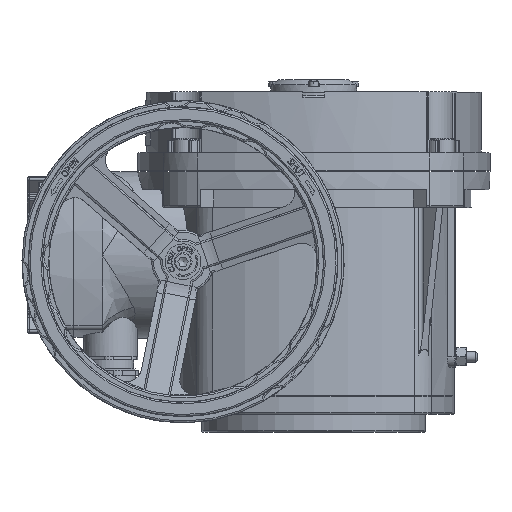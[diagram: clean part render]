
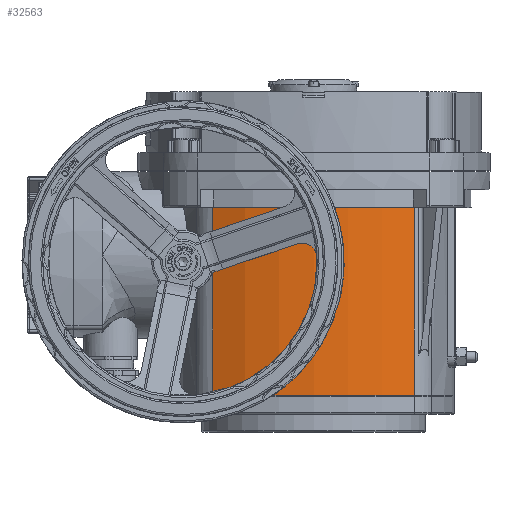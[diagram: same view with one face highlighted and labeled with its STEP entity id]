
A CAD part, top view. The second image highlights one B-rep face of the part: STEP entity #32563.
In plain terms, the highlighted cylindrical face has radius 130 mm (diameter 260 mm), a partial arc.
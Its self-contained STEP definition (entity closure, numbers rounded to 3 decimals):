
#3072=LINE('',#61797,#5222);
#3138=LINE('',#62211,#5288);
#5222=VECTOR('',#41704,10.);
#5288=VECTOR('',#42068,10.);
#6452=CYLINDRICAL_SURFACE('',#35497,130.);
#7704=FACE_OUTER_BOUND('',#9593,.T.);
#9593=EDGE_LOOP('',(#25561,#25562,#25563,#25564));
#10468=CIRCLE('',#33626,130.);
#11415=CIRCLE('',#35494,130.);
#12114=VERTEX_POINT('',#46719);
#12115=VERTEX_POINT('',#46721);
#13802=VERTEX_POINT('',#61795);
#13858=VERTEX_POINT('',#62205);
#15190=EDGE_CURVE('',#12114,#12115,#10468,.T.);
#17793=EDGE_CURVE('',#13802,#12114,#3072,.T.);
#17916=EDGE_CURVE('',#13802,#13858,#11415,.T.);
#17918=EDGE_CURVE('',#13858,#12115,#3138,.T.);
#25561=ORIENTED_EDGE('',*,*,#17916,.T.);
#25562=ORIENTED_EDGE('',*,*,#17918,.T.);
#25563=ORIENTED_EDGE('',*,*,#15190,.F.);
#25564=ORIENTED_EDGE('',*,*,#17793,.F.);
#32563=ADVANCED_FACE('',(#7704),#6452,.T.);
#33626=AXIS2_PLACEMENT_3D('',#46722,#37053,#37054);
#35494=AXIS2_PLACEMENT_3D('',#62207,#42062,#42063);
#35497=AXIS2_PLACEMENT_3D('',#62212,#42069,#42070);
#37053=DIRECTION('center_axis',(0.,1.,0.));
#37054=DIRECTION('ref_axis',(-0.433,0.,0.901));
#41704=DIRECTION('',(0.,1.,0.));
#42062=DIRECTION('center_axis',(0.,1.,0.));
#42063=DIRECTION('ref_axis',(-0.433,0.,0.901));
#42068=DIRECTION('',(0.,1.,0.));
#42069=DIRECTION('center_axis',(0.,1.,0.));
#42070=DIRECTION('ref_axis',(-0.433,0.,0.901));
#46719=CARTESIAN_POINT('',(-56.317,125.5,65.678));
#46721=CARTESIAN_POINT('',(56.317,125.5,65.678));
#46722=CARTESIAN_POINT('Origin',(0.,125.5,-51.49));
#61795=CARTESIAN_POINT('',(-56.317,20.5,65.678));
#61797=CARTESIAN_POINT('',(-56.317,20.5,65.678));
#62205=CARTESIAN_POINT('',(56.317,20.5,65.678));
#62207=CARTESIAN_POINT('Origin',(0.,20.5,-51.49));
#62211=CARTESIAN_POINT('',(56.317,20.5,65.678));
#62212=CARTESIAN_POINT('Origin',(0.,20.5,-51.49));
